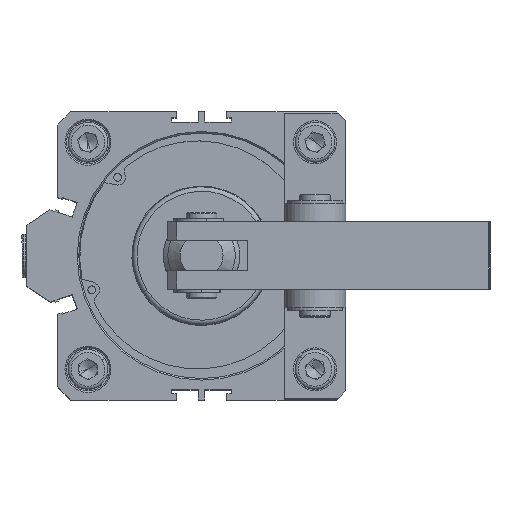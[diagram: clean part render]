
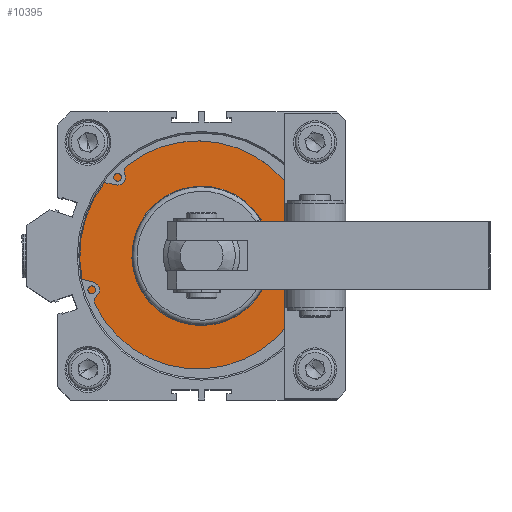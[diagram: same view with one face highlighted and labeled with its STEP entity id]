
A CAD part, top view. The second image highlights one B-rep face of the part: STEP entity #10395.
In plain terms, the highlighted face is planar.
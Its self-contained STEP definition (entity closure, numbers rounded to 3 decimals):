
#45 = CARTESIAN_POINT ( 'NONE',  ( -5079.782, 4033.111, 0. ) ) ;
#1004 = CARTESIAN_POINT ( 'NONE',  ( -5079.782, 4033.111, 39.7 ) ) ;
#1542 = ORIENTED_EDGE ( 'NONE', *, *, #24899, .F. ) ;
#2769 = DIRECTION ( 'NONE',  ( 0., 0., -1. ) ) ;
#2789 = VERTEX_POINT ( 'NONE', #12342 ) ;
#4542 = EDGE_LOOP ( 'NONE', ( #9447, #8968 ) ) ;
#5531 = DIRECTION ( 'NONE',  ( 0., -1., 0. ) ) ;
#6063 = AXIS2_PLACEMENT_3D ( 'NONE', #21729, #5531, #24427 ) ;
#6878 = CIRCLE ( 'NONE', #21059, 39.7 ) ;
#8968 = ORIENTED_EDGE ( 'NONE', *, *, #24426, .T. ) ;
#9123 = VERTEX_POINT ( 'NONE', #21549 ) ;
#9210 = EDGE_LOOP ( 'NONE', ( #13133, #1542 ) ) ;
#9398 = VERTEX_POINT ( 'NONE', #1004 ) ;
#9447 = ORIENTED_EDGE ( 'NONE', *, *, #18834, .T. ) ;
#10395 = ADVANCED_FACE ( 'NONE', ( #13683, #28944 ), #28058, .T. ) ;
#11668 = AXIS2_PLACEMENT_3D ( 'NONE', #45, #18946, #2769 ) ;
#11838 = DIRECTION ( 'NONE',  ( 0., 1., 0. ) ) ;
#12342 = CARTESIAN_POINT ( 'NONE',  ( -5079.782, 4033.111, -22.7 ) ) ;
#13133 = ORIENTED_EDGE ( 'NONE', *, *, #31063, .F. ) ;
#13251 = DIRECTION ( 'NONE',  ( 0., -1., 0. ) ) ;
#13683 = FACE_BOUND ( 'NONE', #4542, .T. ) ;
#13887 = AXIS2_PLACEMENT_3D ( 'NONE', #17177, #11838, #30788 ) ;
#14102 = DIRECTION ( 'NONE',  ( 0., -1., 0. ) ) ;
#14509 = CIRCLE ( 'NONE', #6063, 39.7 ) ;
#17177 = CARTESIAN_POINT ( 'NONE',  ( -5040.082, 4033.111, 0. ) ) ;
#17905 = CIRCLE ( 'NONE', #26036, 22.7 ) ;
#18834 = EDGE_CURVE ( 'NONE', #2789, #9123, #23778, .T. ) ;
#18946 = DIRECTION ( 'NONE',  ( 0., -1., 0. ) ) ;
#21059 = AXIS2_PLACEMENT_3D ( 'NONE', #29475, #13251, #32195 ) ;
#21549 = CARTESIAN_POINT ( 'NONE',  ( -5079.782, 4033.111, 22.7 ) ) ;
#21729 = CARTESIAN_POINT ( 'NONE',  ( -5079.782, 4033.111, 0. ) ) ;
#23778 = CIRCLE ( 'NONE', #11668, 22.7 ) ;
#24426 = EDGE_CURVE ( 'NONE', #9123, #2789, #17905, .T. ) ;
#24427 = DIRECTION ( 'NONE',  ( 0., 0., -1. ) ) ;
#24899 = EDGE_CURVE ( 'NONE', #9398, #25347, #6878, .T. ) ;
#25347 = VERTEX_POINT ( 'NONE', #33595 ) ;
#26036 = AXIS2_PLACEMENT_3D ( 'NONE', #30316, #14102, #33054 ) ;
#28058 = PLANE ( 'NONE',  #13887 ) ;
#28944 = FACE_OUTER_BOUND ( 'NONE', #9210, .T. ) ;
#29475 = CARTESIAN_POINT ( 'NONE',  ( -5079.782, 4033.111, 0. ) ) ;
#30316 = CARTESIAN_POINT ( 'NONE',  ( -5079.782, 4033.111, 0. ) ) ;
#30788 = DIRECTION ( 'NONE',  ( 0., 0., 1. ) ) ;
#31063 = EDGE_CURVE ( 'NONE', #25347, #9398, #14509, .T. ) ;
#32195 = DIRECTION ( 'NONE',  ( 0., 0., -1. ) ) ;
#33054 = DIRECTION ( 'NONE',  ( 0., 0., -1. ) ) ;
#33595 = CARTESIAN_POINT ( 'NONE',  ( -5079.782, 4033.111, -39.7 ) ) ;
